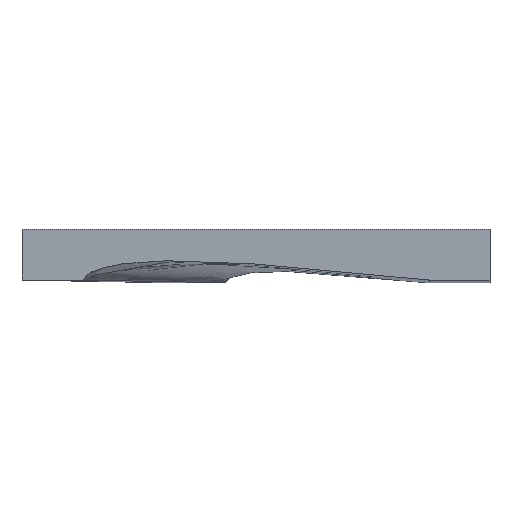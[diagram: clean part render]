
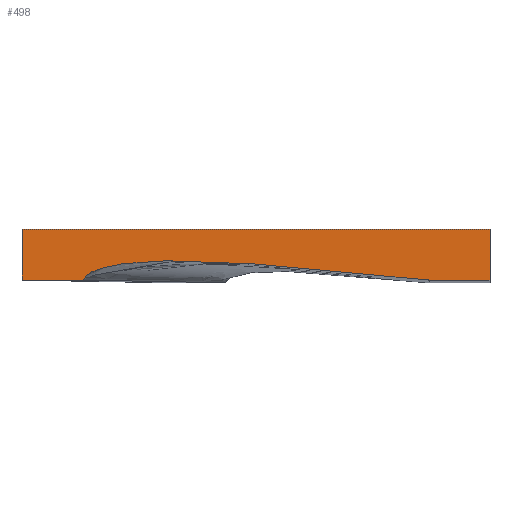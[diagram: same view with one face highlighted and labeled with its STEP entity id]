
A CAD part, top view. The second image highlights one B-rep face of the part: STEP entity #498.
In plain terms, the highlighted planar face has unit normal (0, 0, 1).
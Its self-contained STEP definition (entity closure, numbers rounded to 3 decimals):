
#11 = PLANE ( 'NONE',  #544 ) ;
#15 = VERTEX_POINT ( 'NONE', #938 ) ;
#19 = LINE ( 'NONE', #382, #491 ) ;
#34 = CARTESIAN_POINT ( 'NONE',  ( 199.979, 0., 0. ) ) ;
#35 = CARTESIAN_POINT ( 'NONE',  ( 170., 0., 0. ) ) ;
#79 = DIRECTION ( 'NONE',  ( -1., 0., 0. ) ) ;
#85 = CARTESIAN_POINT ( 'NONE',  ( 3.039, 3.434, 0. ) ) ;
#90 = CARTESIAN_POINT ( 'NONE',  ( 64.979, 9.093, 0. ) ) ;
#95 = CARTESIAN_POINT ( 'NONE',  ( 1.177, 2.144, 0. ) ) ;
#100 = DIRECTION ( 'NONE',  ( 0., -1., 0. ) ) ;
#113 = B_SPLINE_CURVE_WITH_KNOTS ( 'NONE', 3,
 ( #828, #258, #1018, #179, #447, #1099, #362, #1198, #371, #1194, #1112, #276, #550, #461, #174, #1024, #1008, #926, #90, #1190, #832, #541, #556, #932, #538, #738, #733, #638, #1102, #85, #95, #818, #1011, #1187 ),
 .UNSPECIFIED., .F., .F.,
 ( 4, 1, 1, 1, 1, 1, 1, 1, 1, 1, 1, 1, 1, 1, 1, 1, 1, 1, 1, 1, 1, 1, 1, 1, 1, 1, 1, 1, 1, 1, 1, 4 ),
 ( 0., 0.002, 0.006, 0.014, 0.024, 0.037, 0.053, 0.07, 0.09, 0.112, 0.135, 0.159, 0.183, 0.208, 0.233, 0.258, 0.283, 0.307, 0.331, 0.354, 0.376, 0.396, 0.415, 0.432, 0.447, 0.461, 0.472, 0.482, 0.49, 0.496, 0.502, 0.503 ),
 .UNSPECIFIED. ) ;
#174 = CARTESIAN_POINT ( 'NONE',  ( 98.74, 6.653, 0. ) ) ;
#179 = CARTESIAN_POINT ( 'NONE',  ( 167.689, 0.096, 0. ) ) ;
#215 = FACE_OUTER_BOUND ( 'NONE', #567, .T. ) ;
#242 = LINE ( 'NONE', #523, #468 ) ;
#245 = EDGE_CURVE ( 'NONE', #842, #369, #19, .T. ) ;
#258 = CARTESIAN_POINT ( 'NONE',  ( 170., 0.006, 0. ) ) ;
#268 = DIRECTION ( 'NONE',  ( 0., 0., -1. ) ) ;
#276 = CARTESIAN_POINT ( 'NONE',  ( 123.826, 3.929, 0. ) ) ;
#283 = VERTEX_POINT ( 'NONE', #663 ) ;
#312 = ORIENTED_EDGE ( 'NONE', *, *, #808, .F. ) ;
#339 = LINE ( 'NONE', #703, #417 ) ;
#362 = CARTESIAN_POINT ( 'NONE',  ( 156.968, 0.822, 0. ) ) ;
#369 = VERTEX_POINT ( 'NONE', #35 ) ;
#371 = CARTESIAN_POINT ( 'NONE',  ( 145.642, 1.753, 0. ) ) ;
#377 = CARTESIAN_POINT ( 'NONE',  ( -30.219, 25., 0. ) ) ;
#382 = CARTESIAN_POINT ( 'NONE',  ( -76.778, 0., 0. ) ) ;
#391 = ORIENTED_EDGE ( 'NONE', *, *, #587, .F. ) ;
#417 = VECTOR ( 'NONE', #967, 1000. ) ;
#447 = CARTESIAN_POINT ( 'NONE',  ( 164.882, 0.256, 0. ) ) ;
#461 = CARTESIAN_POINT ( 'NONE',  ( 107.265, 5.739, 0. ) ) ;
#468 = VECTOR ( 'NONE', #900, 1000. ) ;
#491 = VECTOR ( 'NONE', #756, 1000. ) ;
#498 = ADVANCED_FACE ( 'NONE', ( #215 ), #11, .F. ) ;
#523 = CARTESIAN_POINT ( 'NONE',  ( -30.219, 25., 0. ) ) ;
#538 = CARTESIAN_POINT ( 'NONE',  ( 22.287, 8.471, 0. ) ) ;
#541 = CARTESIAN_POINT ( 'NONE',  ( 41.568, 9.543, 0. ) ) ;
#544 = AXIS2_PLACEMENT_3D ( 'NONE', #377, #268, #79 ) ;
#545 = CARTESIAN_POINT ( 'NONE',  ( 199.979, 25., 0. ) ) ;
#550 = CARTESIAN_POINT ( 'NONE',  ( 115.668, 4.823, 0. ) ) ;
#556 = CARTESIAN_POINT ( 'NONE',  ( 34.585, 9.361, 0. ) ) ;
#559 = ORIENTED_EDGE ( 'NONE', *, *, #245, .F. ) ;
#567 = EDGE_LOOP ( 'NONE', ( #1104, #391, #559, #312, #968, #740 ) ) ;
#587 = EDGE_CURVE ( 'NONE', #369, #15, #113, .T. ) ;
#632 = CARTESIAN_POINT ( 'NONE',  ( -76.778, 0., 0. ) ) ;
#638 = CARTESIAN_POINT ( 'NONE',  ( 8.651, 5.843, 0. ) ) ;
#656 = LINE ( 'NONE', #937, #960 ) ;
#663 = CARTESIAN_POINT ( 'NONE',  ( -30.219, 0., 0. ) ) ;
#682 = VERTEX_POINT ( 'NONE', #545 ) ;
#703 = CARTESIAN_POINT ( 'NONE',  ( -30.219, 25., 0. ) ) ;
#733 = CARTESIAN_POINT ( 'NONE',  ( 12.513, 6.878, 0. ) ) ;
#738 = CARTESIAN_POINT ( 'NONE',  ( 17.067, 7.756, 0. ) ) ;
#740 = ORIENTED_EDGE ( 'NONE', *, *, #965, .T. ) ;
#743 = EDGE_CURVE ( 'NONE', #15, #283, #1095, .T. ) ;
#756 = DIRECTION ( 'NONE',  ( -1., 0., 0. ) ) ;
#808 = EDGE_CURVE ( 'NONE', #682, #842, #656, .T. ) ;
#818 = CARTESIAN_POINT ( 'NONE',  ( 0.322, 0.926, 0. ) ) ;
#828 = CARTESIAN_POINT ( 'NONE',  ( 170., 0., 0. ) ) ;
#832 = CARTESIAN_POINT ( 'NONE',  ( 49.03, 9.547, 0. ) ) ;
#842 = VERTEX_POINT ( 'NONE', #34 ) ;
#878 = CARTESIAN_POINT ( 'NONE',  ( -30.219, 25., 0. ) ) ;
#888 = VECTOR ( 'NONE', #1004, 1000. ) ;
#900 = DIRECTION ( 'NONE',  ( 1., 0., 0. ) ) ;
#926 = CARTESIAN_POINT ( 'NONE',  ( 73.273, 8.681, 0. ) ) ;
#932 = CARTESIAN_POINT ( 'NONE',  ( 28.141, 9.007, 0. ) ) ;
#937 = CARTESIAN_POINT ( 'NONE',  ( 199.979, 25., 0. ) ) ;
#938 = CARTESIAN_POINT ( 'NONE',  ( 0., 0., 0. ) ) ;
#941 = VERTEX_POINT ( 'NONE', #878 ) ;
#960 = VECTOR ( 'NONE', #100, 1000. ) ;
#965 = EDGE_CURVE ( 'NONE', #941, #283, #339, .T. ) ;
#967 = DIRECTION ( 'NONE',  ( 0., -1., 0. ) ) ;
#968 = ORIENTED_EDGE ( 'NONE', *, *, #1141, .F. ) ;
#1004 = DIRECTION ( 'NONE',  ( -1., 0., 0. ) ) ;
#1008 = CARTESIAN_POINT ( 'NONE',  ( 81.689, 8.135, 0. ) ) ;
#1011 = CARTESIAN_POINT ( 'NONE',  ( -0.01, 0.181, 0. ) ) ;
#1018 = CARTESIAN_POINT ( 'NONE',  ( 168.854, 0.027, 0. ) ) ;
#1024 = CARTESIAN_POINT ( 'NONE',  ( 90.198, 7.488, 0. ) ) ;
#1095 = LINE ( 'NONE', #632, #888 ) ;
#1099 = CARTESIAN_POINT ( 'NONE',  ( 161.447, 0.492, 0. ) ) ;
#1102 = CARTESIAN_POINT ( 'NONE',  ( 5.481, 4.69, 0. ) ) ;
#1104 = ORIENTED_EDGE ( 'NONE', *, *, #743, .F. ) ;
#1112 = CARTESIAN_POINT ( 'NONE',  ( 131.612, 3.112, 0. ) ) ;
#1141 = EDGE_CURVE ( 'NONE', #941, #682, #242, .T. ) ;
#1187 = CARTESIAN_POINT ( 'NONE',  ( 0., 0., 0. ) ) ;
#1190 = CARTESIAN_POINT ( 'NONE',  ( 56.87, 9.39, 0. ) ) ;
#1194 = CARTESIAN_POINT ( 'NONE',  ( 138.922, 2.383, 0. ) ) ;
#1198 = CARTESIAN_POINT ( 'NONE',  ( 151.698, 1.229, 0. ) ) ;
